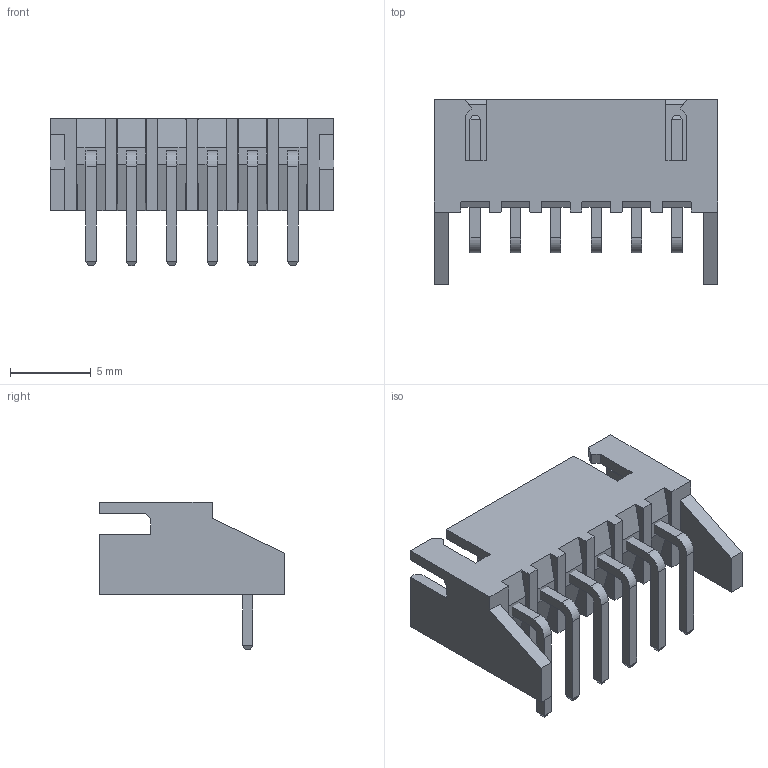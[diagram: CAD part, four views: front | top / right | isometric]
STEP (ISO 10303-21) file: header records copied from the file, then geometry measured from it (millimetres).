
FILE_DESCRIPTION(('STEP AP214'), '1');
FILE_NAME('DS1069', '2019-04-21T13:27:50', ('Nobody'), (''), 'ASCON STEP Converter 1.3', 'ASCON Math Kernel', '');
FILE_SCHEMA(('AUTOMOTIVE_DESIGN { 1 0 10303 214 3 1 1}'));
Length unit declared in the file: millimetre
Assembly tree (7 placements, depth 2):
  (unnamed)
    (unnamed)
    (unnamed)  x6
Bounding box: 17.6 x 11.5 x 9.15 mm (x, y, z)
Volume: 355.2 mm3; surface area: 1056 mm2
Topology: 7 solids, 7 shells, 187 faces, 469 edges, 296 vertices
Faces by surface type: plane 175, cylinder 12
Entity records: 4080 total; most frequent: CARTESIAN_POINT 550, ORIENTED_EDGE 538, DIRECTION 483, EDGE_CURVE 269, LINE 265, VECTOR 265, VERTEX_POINT 176, AXIS2_PLACEMENT_3D 109
